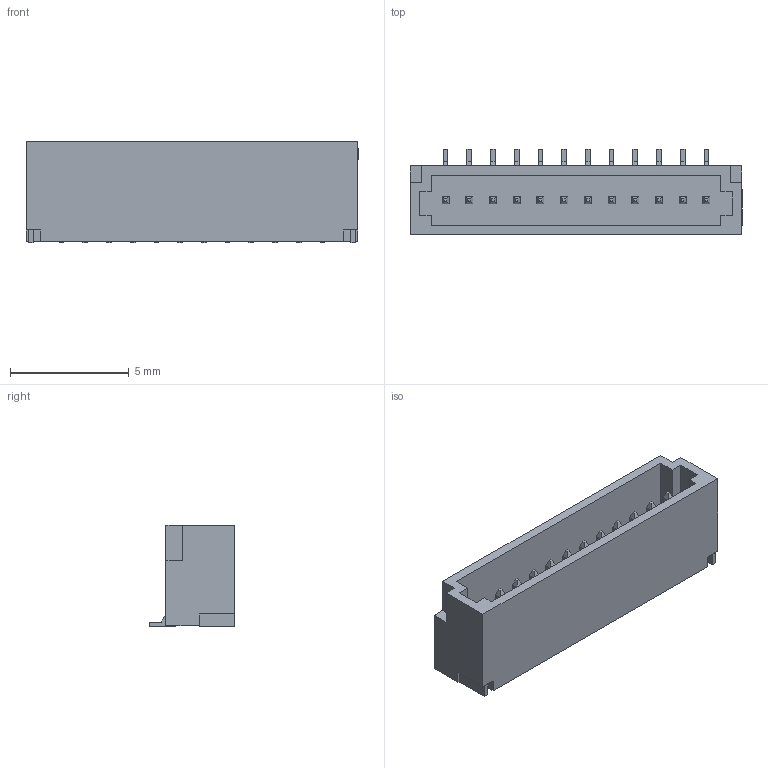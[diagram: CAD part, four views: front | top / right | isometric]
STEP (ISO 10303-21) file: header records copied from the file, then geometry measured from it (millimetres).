
FILE_DESCRIPTION(/* description */ (''),/* implementation_level */ '2;1');
FILE_NAME(/* name */ 'BM12B-SRSS-TB(LF)(SN).step',/* time_stamp */ '2023-07-07T02:26:10+08:00',/* author */ (''),/* organization */ (''),/* preprocessor_version */ 'ST-DEVELOPER v19.2',/* originating_system */ 'Autodesk Translation Framework v12.6.0.85',/* authorisation */ '');
FILE_SCHEMA (('AUTOMOTIVE_DESIGN { 1 0 10303 214 3 1 1 }'));
Length unit declared in the file: millimetre
Products named in the file (3): CN2; CONN-SMD_BM12B-SRSS-TB-LF-SN; COMPOUND (1)
Assembly tree (2 placements, depth 3):
  CN2
    CONN-SMD_BM12B-SRSS-TB-LF-SN
      COMPOUND (1)
Bounding box: 14 x 3.6 x 4.3 mm (x, y, z)
Volume: 93.9 mm3; surface area: 359.2 mm2
Topology: 14 solids, 14 shells, 462 faces, 1211 edges, 790 vertices
Faces by surface type: plane 364, bspline 98
Entity records: 15027 total; most frequent: CARTESIAN_POINT 3498, ORIENTED_EDGE 2422, DIRECTION 1933, EDGE_CURVE 1211, LINE 1015, VECTOR 1015, VERTEX_POINT 790, EDGE_LOOP 487
